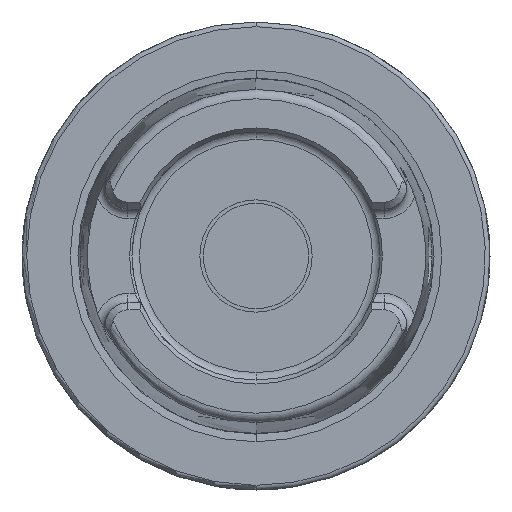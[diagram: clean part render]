
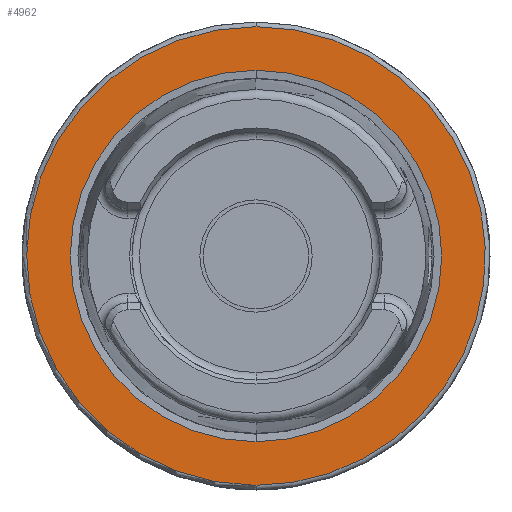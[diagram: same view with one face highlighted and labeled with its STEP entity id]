
A CAD part, left-side view. The second image highlights one B-rep face of the part: STEP entity #4962.
In plain terms, the highlighted planar face has unit normal (-1, 0, 0).
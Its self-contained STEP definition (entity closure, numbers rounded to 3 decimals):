
#1277=CARTESIAN_POINT('',(0.,0.,0.));
#1278=DIRECTION('',(1.,0.,0.));
#1279=DIRECTION('',(0.,0.,1.));
#1280=AXIS2_PLACEMENT_3D('',#1277,#1278,#1279);
#1282=CARTESIAN_POINT('',(0.,0.,0.));
#1283=DIRECTION('',(1.,0.,0.));
#1284=DIRECTION('',(0.,-0.98,0.201));
#1285=AXIS2_PLACEMENT_3D('',#1282,#1283,#1284);
#1287=CARTESIAN_POINT('',(0.,0.,0.));
#1288=DIRECTION('',(1.,0.,0.));
#1289=DIRECTION('',(0.,0.,-1.));
#1290=AXIS2_PLACEMENT_3D('',#1287,#1288,#1289);
#1292=CARTESIAN_POINT('',(0.,0.,0.));
#1293=DIRECTION('',(1.,0.,0.));
#1294=DIRECTION('',(0.,0.007,-1.));
#1295=AXIS2_PLACEMENT_3D('',#1292,#1293,#1294);
#1297=CARTESIAN_POINT('',(0.,0.,0.));
#1298=DIRECTION('',(-1.,0.,0.));
#1299=DIRECTION('',(0.,0.,1.));
#1300=AXIS2_PLACEMENT_3D('',#1297,#1298,#1299);
#1302=CARTESIAN_POINT('',(0.,0.,0.));
#1303=DIRECTION('',(-1.,0.,0.));
#1304=DIRECTION('',(0.,0.,-1.));
#1305=AXIS2_PLACEMENT_3D('',#1302,#1303,#1304);
#3211=CARTESIAN_POINT('',(0.,0.,39.682));
#3212=VERTEX_POINT('',#3211);
#3213=CARTESIAN_POINT('',(0.,0.,-39.682));
#3214=VERTEX_POINT('',#3213);
#3217=CARTESIAN_POINT('',(0.,-47.999,9.856));
#3218=CARTESIAN_POINT('',(0.,0.,-49.));
#3219=VERTEX_POINT('',#3217);
#3220=VERTEX_POINT('',#3218);
#3221=CARTESIAN_POINT('',(0.,0.,49.));
#3222=VERTEX_POINT('',#3221);
#3223=CARTESIAN_POINT('',(0.,0.349,-48.999));
#3224=VERTEX_POINT('',#3223);
#4943=CARTESIAN_POINT('',(0.,0.,0.));
#4944=DIRECTION('',(1.,0.,0.));
#4945=DIRECTION('',(0.,0.,1.));
#4946=AXIS2_PLACEMENT_3D('',#4943,#4944,#4945);
#4947=PLANE('',#4946);
#4949=ORIENTED_EDGE('',*,*,#4948,.T.);
#4951=ORIENTED_EDGE('',*,*,#4950,.T.);
#4953=ORIENTED_EDGE('',*,*,#4952,.T.);
#4955=ORIENTED_EDGE('',*,*,#4954,.T.);
#4956=EDGE_LOOP('',(#4949,#4951,#4953,#4955));
#4957=FACE_OUTER_BOUND('',#4956,.F.);
#4958=ORIENTED_EDGE('',*,*,#4898,.T.);
#4959=ORIENTED_EDGE('',*,*,#4881,.T.);
#4960=EDGE_LOOP('',(#4958,#4959));
#4961=FACE_BOUND('',#4960,.F.);
#4962=ADVANCED_FACE('',(#4957,#4961),#4947,.F.);
#1281=CIRCLE('',#1280,49.);
#1286=CIRCLE('',#1285,49.);
#1291=CIRCLE('',#1290,49.);
#1296=CIRCLE('',#1295,49.);
#1301=CIRCLE('',#1300,39.682);
#1306=CIRCLE('',#1305,39.682);
#4881=EDGE_CURVE('',#3214,#3212,#1306,.T.);
#4898=EDGE_CURVE('',#3212,#3214,#1301,.T.);
#4948=EDGE_CURVE('',#3222,#3219,#1281,.T.);
#4950=EDGE_CURVE('',#3219,#3220,#1286,.T.);
#4952=EDGE_CURVE('',#3220,#3224,#1291,.T.);
#4954=EDGE_CURVE('',#3224,#3222,#1296,.T.);
